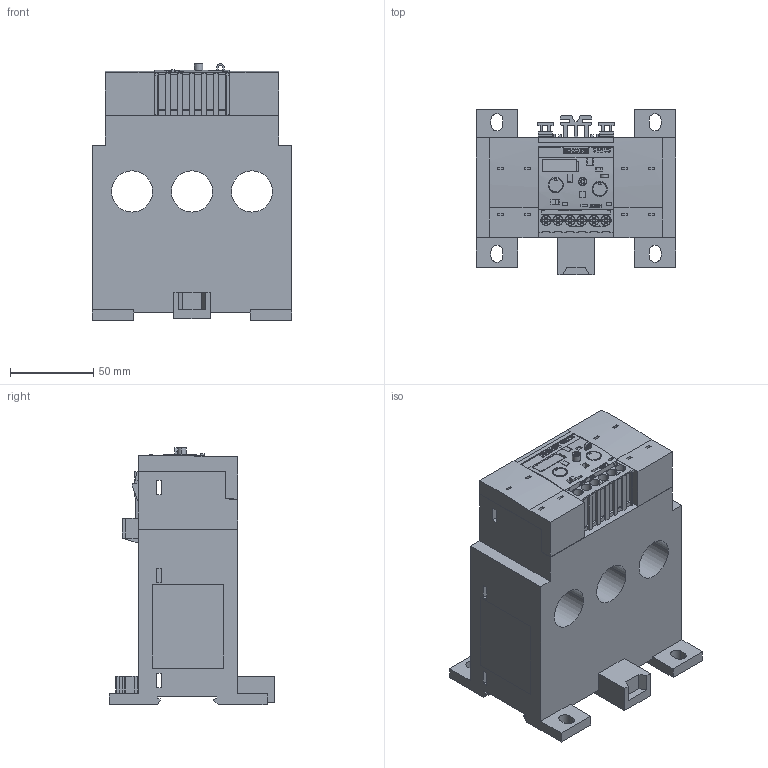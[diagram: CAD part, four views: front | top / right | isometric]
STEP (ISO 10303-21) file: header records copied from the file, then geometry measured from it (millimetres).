
FILE_DESCRIPTION(('STEP AP214'),'1');
FILE_NAME('cctmp_D691E8C7-8A9E-4F4F-A93E-9E89600E7A8B_2023_07_18_13_18_53_0228..stp','2023-07-18T11:18:54',('SIEMENS A&D'),('CADClick - www.CADClick.com'),'Spatial InterOp 3D postprocessed',' ','unknown authorization');
FILE_SCHEMA(('AUTOMOTIVE_DESIGN'));
Length unit declared in the file: millimetre
Products named in the file (1): 2023_07_18_13_18_53_0181
Bounding box: 120 x 99.75 x 154.63 mm (x, y, z)
Volume: 914722 mm3; surface area: 115617.8 mm2
Topology: 1 solids, 1 shells, 1151 faces, 3292 edges, 2188 vertices
Faces by surface type: plane 948, cylinder 151, cone 36, torus 16
Entity records: 63221 total; most frequent: CARTESIAN_POINT 7187, STYLED_ITEM 6624, PRESENTATION_STYLE_ASSIGNMENT 6624, ORIENTED_EDGE 6568, DIRECTION 6093, EDGE_CURVE 3284, CURVE_STYLE 3284, DRAUGHTING_PRE_DEFINED_CURVE_FONT 3284
